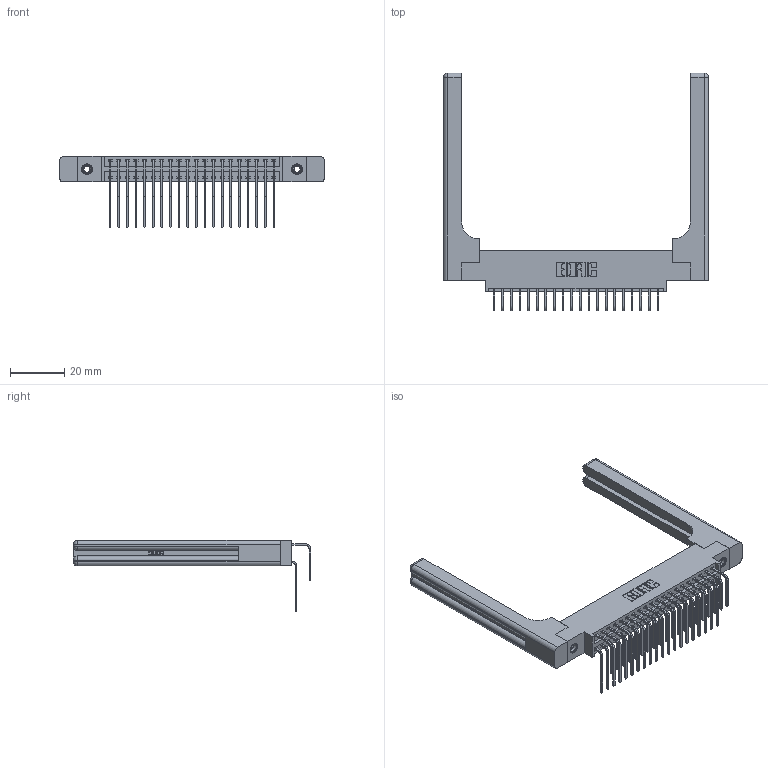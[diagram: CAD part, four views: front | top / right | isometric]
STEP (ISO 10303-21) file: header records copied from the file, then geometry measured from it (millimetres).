
FILE_DESCRIPTION (( 'STEP AP203' ), '1' );
FILE_NAME ('396-040-558-858.STEP', '2019-11-03T07:30:10', ( '' ), ( '' ), 'SwSTEP 2.0', 'SolidWorks 2016', '' );
FILE_SCHEMA (( 'CONFIG_CONTROL_DESIGN' ));
Length unit declared in the file: inch
Products named in the file (6): 345-292-001_558 Tail - 2; 346 Part_0.170 Offset - 0.156 Dia-TH; 345-292-001_558 559 Tail - 1; 396-040-558-858; 346-220-058_345-220-058; 345-250-001_345-250-001-102
Assembly tree (45 placements, depth 2):
  396-040-558-858
    346 Part_0.170 Offset - 0.156 Dia-TH
    345-292-001_558 559 Tail - 1  x20
    345-292-001_558 Tail - 2  x20
    345-250-001_345-250-001-102  x2
    346-220-058_345-220-058  x2
Bounding box: 97.56 x 87.44 x 26.16 mm (x, y, z)
Volume: 16913 mm3; surface area: 18860.3 mm2
Topology: 45 solids, 45 shells, 2542 faces, 7447 edges, 4890 vertices
Faces by surface type: plane 1708, cylinder 774, bspline 36, cone 12, sphere 8, torus 4
Entity records: 23112 total; most frequent: CARTESIAN_POINT 4900, ORIENTED_EDGE 3580, DIRECTION 3274, EDGE_CURVE 1790, LINE 1446, VECTOR 1446, VERTEX_POINT 1182, AXIS2_PLACEMENT_3D 914
